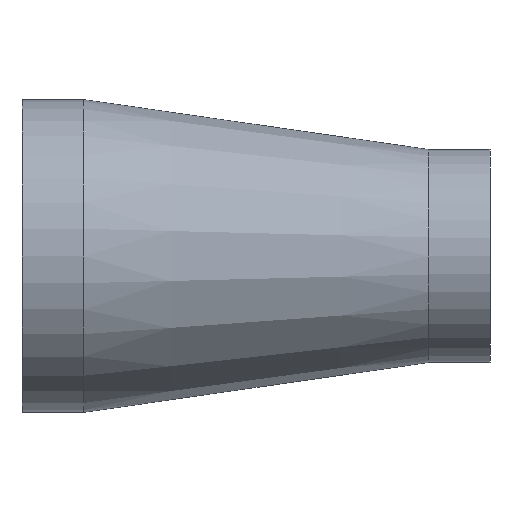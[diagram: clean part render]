
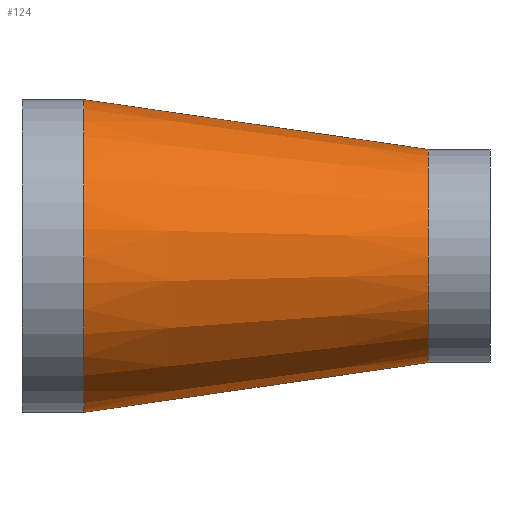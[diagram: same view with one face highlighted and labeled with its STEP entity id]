
A CAD part, front view. The second image highlights one B-rep face of the part: STEP entity #124.
In plain terms, the highlighted conical face has half-angle 8.23 degrees and reference radius 12.7 mm.
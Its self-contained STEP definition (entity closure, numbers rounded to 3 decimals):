
#24=FACE_OUTER_BOUND('',#32,.T.);
#32=EDGE_LOOP('',(#93,#94,#95,#96,#97,#98));
#42=LINE('',#225,#48);
#48=VECTOR('',#182,12.7);
#55=CIRCLE('',#155,8.65);
#56=CIRCLE('',#156,12.7);
#57=CIRCLE('',#157,12.7);
#58=CIRCLE('',#158,8.65);
#65=VERTEX_POINT('',#221);
#66=VERTEX_POINT('',#222);
#67=VERTEX_POINT('',#224);
#68=VERTEX_POINT('',#226);
#76=EDGE_CURVE('',#65,#66,#55,.T.);
#77=EDGE_CURVE('',#65,#67,#42,.T.);
#78=EDGE_CURVE('',#67,#68,#56,.T.);
#79=EDGE_CURVE('',#68,#67,#57,.T.);
#80=EDGE_CURVE('',#66,#65,#58,.T.);
#93=ORIENTED_EDGE('',*,*,#76,.F.);
#94=ORIENTED_EDGE('',*,*,#77,.T.);
#95=ORIENTED_EDGE('',*,*,#78,.T.);
#96=ORIENTED_EDGE('',*,*,#79,.T.);
#97=ORIENTED_EDGE('',*,*,#77,.F.);
#98=ORIENTED_EDGE('',*,*,#80,.F.);
#122=CONICAL_SURFACE('',#154,12.7,0.144);
#124=ADVANCED_FACE('',(#24),#122,.T.);
#154=AXIS2_PLACEMENT_3D('',#220,#178,#179);
#155=AXIS2_PLACEMENT_3D('',#223,#180,#181);
#156=AXIS2_PLACEMENT_3D('',#227,#183,#184);
#157=AXIS2_PLACEMENT_3D('',#228,#185,#186);
#158=AXIS2_PLACEMENT_3D('',#229,#187,#188);
#178=DIRECTION('center_axis',(-1.,0.,0.));
#179=DIRECTION('ref_axis',(0.,0.,1.));
#180=DIRECTION('center_axis',(1.,0.,0.));
#181=DIRECTION('ref_axis',(0.,0.,-1.));
#182=DIRECTION('',(-0.99,0.,-0.143));
#183=DIRECTION('center_axis',(1.,0.,0.));
#184=DIRECTION('ref_axis',(0.,0.,-1.));
#185=DIRECTION('center_axis',(1.,0.,0.));
#186=DIRECTION('ref_axis',(0.,0.,-1.));
#187=DIRECTION('center_axis',(1.,0.,0.));
#188=DIRECTION('ref_axis',(0.,0.,-1.));
#220=CARTESIAN_POINT('Origin',(5.,0.,0.));
#221=CARTESIAN_POINT('',(33.,0.,-8.65));
#222=CARTESIAN_POINT('',(33.,0.,8.65));
#223=CARTESIAN_POINT('Origin',(33.,0.,0.));
#224=CARTESIAN_POINT('',(5.,0.,-12.7));
#225=CARTESIAN_POINT('',(5.,0.,-12.7));
#226=CARTESIAN_POINT('',(5.,0.,12.7));
#227=CARTESIAN_POINT('Origin',(5.,0.,0.));
#228=CARTESIAN_POINT('Origin',(5.,0.,0.));
#229=CARTESIAN_POINT('Origin',(33.,0.,0.));
